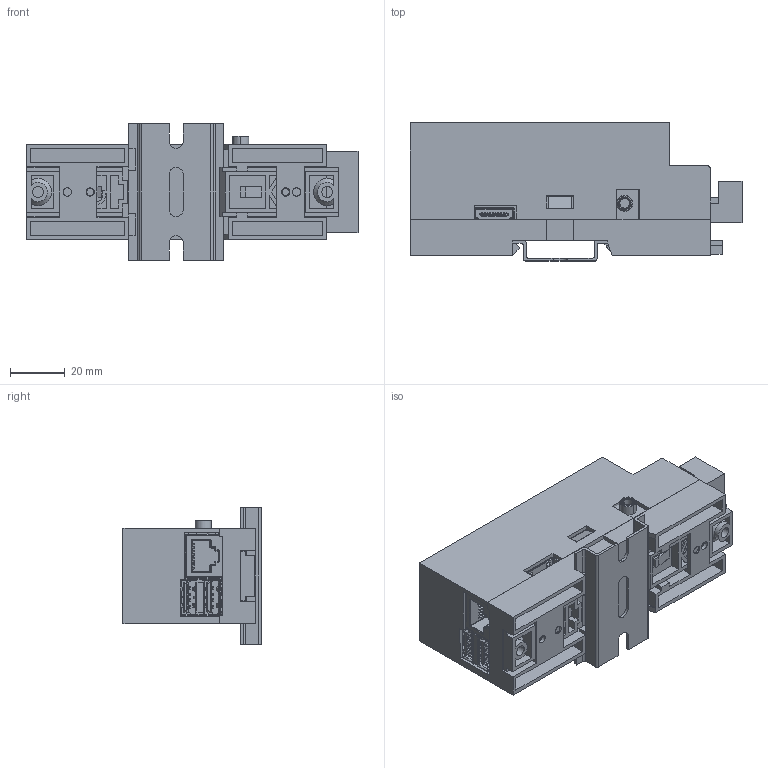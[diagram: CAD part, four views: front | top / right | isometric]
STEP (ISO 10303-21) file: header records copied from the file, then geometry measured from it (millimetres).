
FILE_DESCRIPTION (( 'STEP AP214' ), '1' );
FILE_NAME ('CEB-35.STEP', '2023-05-09T12:11:55', ( '' ), ( '' ), 'SwSTEP 2.0', 'SolidWorks 2017', '' );
FILE_SCHEMA (( 'AUTOMOTIVE_DESIGN' ));
Length unit declared in the file: millimetre
Products named in the file (38): USB3_FRAME; HDMI_socket_cover; CEB-35; USB_FINGER; USB3_IM_UPPER1; plastec_jack4; USB3_CON_SHORT; Dual USB Port; Euro Terminal5mm-Plug-In-6Way; USB3_CONTACT_LOWER; plastec_jack3; plastec_jack2; Euro fixed Terminal-3Way; USB3_IM_UPPER; Base PCB-MDP-35-01; SHORT_SHELL; REAR_SHELL_SUS; HDMI_socket_inside; Base plate - MDB-35 - New; TopCover with Ventilation with Opening - CEBC-35; Clip-Small; RJ45 Ethernet Port; CESP-35; HDMI_socket_large_pin_Valor predeterminado; USB3_IM_LOWER1; USB3_CONTAC_LONG2; Shell; USB3_SPACER; USB3_CON_LONG; Screw-smallest; Rail-50; HDMI_Socket; HDMI_socket_small_pin_Valor predeterminado; Screw-small; Clip-Big; Component1; Audio Jack; USB3_IM_LOWER
Assembly tree (59 placements, depth 4):
  CEB-35
    Base plate - MDB-35 - New
    Clip-Small
    Clip-Big
    Base PCB-MDP-35-01
    Rail-50
    Euro Terminal5mm-Plug-In-6Way
    Euro fixed Terminal-3Way  x2
    Screw-small  x2
    Dual USB Port
      REAR_SHELL_SUS
      SHORT_SHELL
      USB3_CON_LONG
      USB3_CON_SHORT
      USB3_FRAME
      USB3_IM_LOWER
        USB3_CONTACT_LOWER
        USB3_IM_LOWER1
      USB3_IM_UPPER
        USB3_CONTAC_LONG2
        USB3_IM_UPPER1
      USB3_SPACER
      USB_FINGER
    Audio Jack
      Component1
      plastec_jack2
      plastec_jack3
      plastec_jack4
    HDMI_Socket
      HDMI_socket_cover
      HDMI_socket_inside
      HDMI_socket_large_pin_Valor predeterminado  x10
      HDMI_socket_small_pin_Valor predeterminado  x9
    CESP-35
    Screw-smallest  x4
    RJ45 Ethernet Port
      Shell
    TopCover with Ventilation with Opening - CEBC-35
Bounding box: 121.6 x 50.55 x 50 mm (x, y, z)
Volume: 61530.4 mm3; surface area: 85487.5 mm2
Topology: 106 solids, 106 shells, 5506 faces, 14798 edges, 9508 vertices
Faces by surface type: plane 3831, cylinder 1281, bspline 210, cone 76, torus 72, sphere 36
Entity records: 158840 total; most frequent: CARTESIAN_POINT 33614, ORIENTED_EDGE 23362, DIRECTION 21690, EDGE_CURVE 11681, LINE 9086, VECTOR 9086, VERTEX_POINT 7463, AXIS2_PLACEMENT_3D 6302
